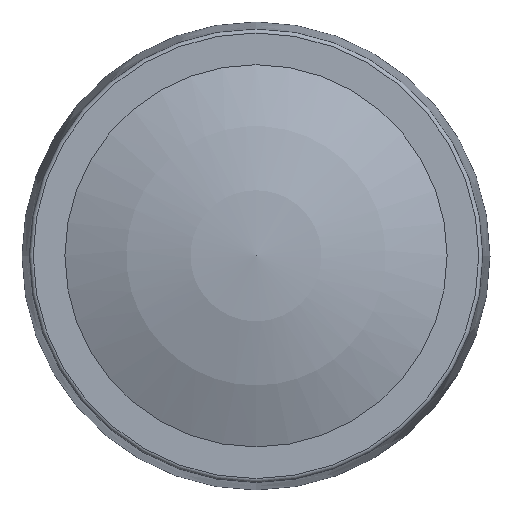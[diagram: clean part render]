
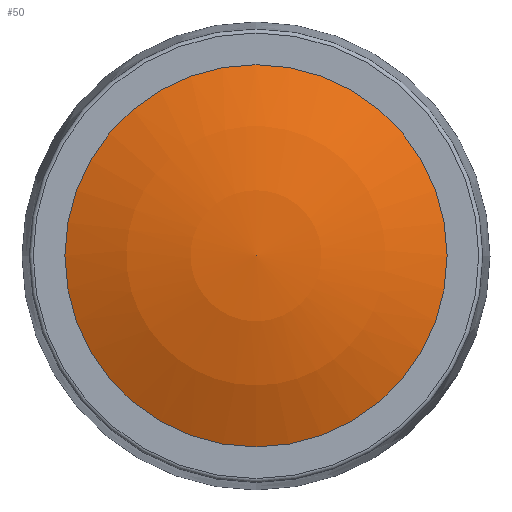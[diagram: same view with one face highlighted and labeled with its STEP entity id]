
A CAD part, top view. The second image highlights one B-rep face of the part: STEP entity #50.
In plain terms, the highlighted spherical face has radius 23.41 mm.
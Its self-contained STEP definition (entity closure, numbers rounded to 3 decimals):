
#50 = ADVANCED_FACE( '', ( #107 ), #108, .T. );
#107 = FACE_OUTER_BOUND( '', #169, .T. );
#108 = SPHERICAL_SURFACE( '', #170, 23.41 );
#169 = EDGE_LOOP( '', ( #237 ) );
#170 = AXIS2_PLACEMENT_3D( '', #238, #239, #240 );
#237 = ORIENTED_EDGE( '', *, *, #300, .T. );
#238 = CARTESIAN_POINT( '', ( 0., 0., -9.41 ) );
#239 = DIRECTION( '', ( 0., 0., 1. ) );
#240 = DIRECTION( '', ( 0., 1., 0. ) );
#300 = EDGE_CURVE( '', #336, #336, #337, .T. );
#336 = VERTEX_POINT( '', #376 );
#337 = CIRCLE( '', #377, 9.8 );
#376 = CARTESIAN_POINT( '', ( 9.8, 0., 11.85 ) );
#377 = AXIS2_PLACEMENT_3D( '', #418, #419, #420 );
#418 = CARTESIAN_POINT( '', ( 0., 0., 11.85 ) );
#419 = DIRECTION( '', ( 0., 0., 1. ) );
#420 = DIRECTION( '', ( 1., 0., 0. ) );
